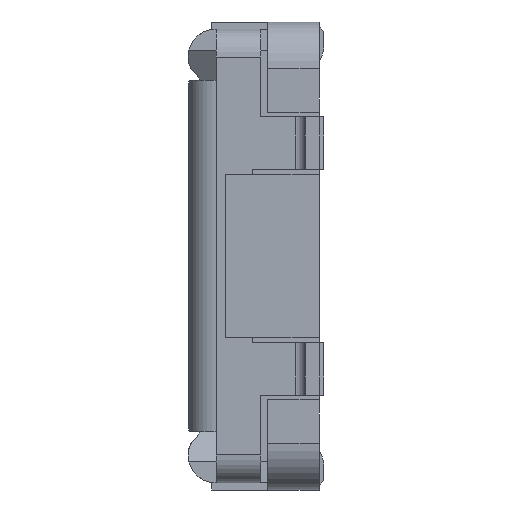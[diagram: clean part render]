
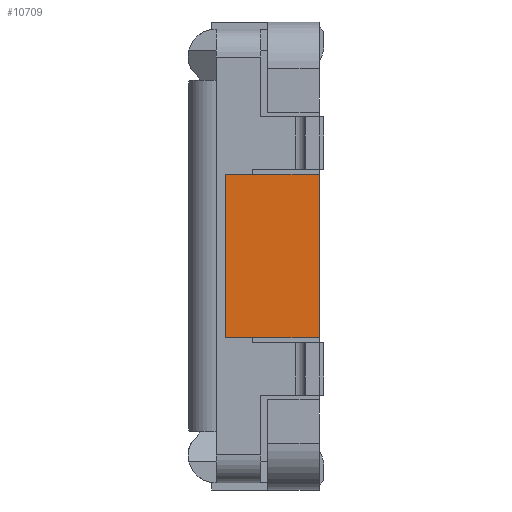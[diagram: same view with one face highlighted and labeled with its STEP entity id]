
A CAD part, left-side view. The second image highlights one B-rep face of the part: STEP entity #10709.
In plain terms, the highlighted planar face has unit normal (-1, 0, 0).
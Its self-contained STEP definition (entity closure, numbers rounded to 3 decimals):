
#116=DIRECTION('',(0.,0.,1.));
#117=VECTOR('',#116,0.7);
#118=CARTESIAN_POINT('',(-2.45,0.,-0.35));
#119=LINE('',#118,#117);
#2226=DIRECTION('',(0.,1.,0.));
#2227=VECTOR('',#2226,0.4);
#2228=CARTESIAN_POINT('',(-2.45,0.,0.35));
#2229=LINE('',#2228,#2227);
#2242=DIRECTION('',(0.,0.,1.));
#2243=VECTOR('',#2242,0.7);
#2244=CARTESIAN_POINT('',(-2.45,0.4,-0.35));
#2245=LINE('',#2244,#2243);
#2246=DIRECTION('',(0.,1.,0.));
#2247=VECTOR('',#2246,0.4);
#2248=CARTESIAN_POINT('',(-2.45,0.,-0.35));
#2249=LINE('',#2248,#2247);
#6081=CARTESIAN_POINT('',(-2.45,0.,-0.35));
#6082=VERTEX_POINT('',#6081);
#6083=CARTESIAN_POINT('',(-2.45,0.,0.35));
#6084=VERTEX_POINT('',#6083);
#6149=CARTESIAN_POINT('',(-2.45,0.4,-0.35));
#6150=CARTESIAN_POINT('',(-2.45,0.4,0.35));
#6151=VERTEX_POINT('',#6149);
#6152=VERTEX_POINT('',#6150);
#10698=CARTESIAN_POINT('',(-2.45,0.,-0.35));
#10699=DIRECTION('',(-1.,0.,0.));
#10700=DIRECTION('',(0.,0.,1.));
#10701=AXIS2_PLACEMENT_3D('',#10698,#10699,#10700);
#10702=PLANE('',#10701);
#10703=ORIENTED_EDGE('',*,*,#10648,.T.);
#10704=ORIENTED_EDGE('',*,*,#10667,.F.);
#10705=ORIENTED_EDGE('',*,*,#8061,.F.);
#10706=ORIENTED_EDGE('',*,*,#10628,.T.);
#10707=EDGE_LOOP('',(#10703,#10704,#10705,#10706));
#10708=FACE_OUTER_BOUND('',#10707,.F.);
#10709=ADVANCED_FACE('',(#10708),#10702,.T.);
#8061=EDGE_CURVE('',#6082,#6084,#119,.T.);
#10628=EDGE_CURVE('',#6082,#6151,#2249,.T.);
#10648=EDGE_CURVE('',#6151,#6152,#2245,.T.);
#10667=EDGE_CURVE('',#6084,#6152,#2229,.T.);
